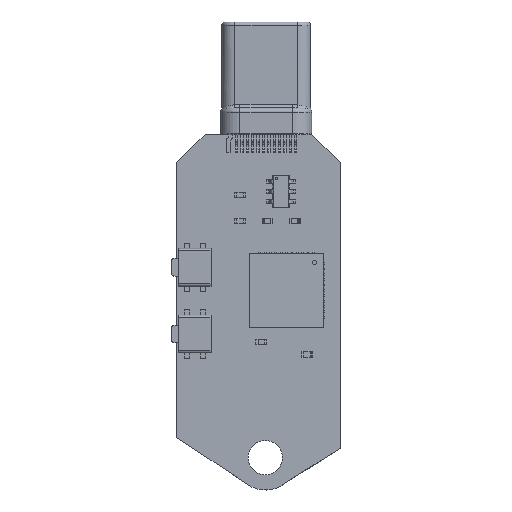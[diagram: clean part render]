
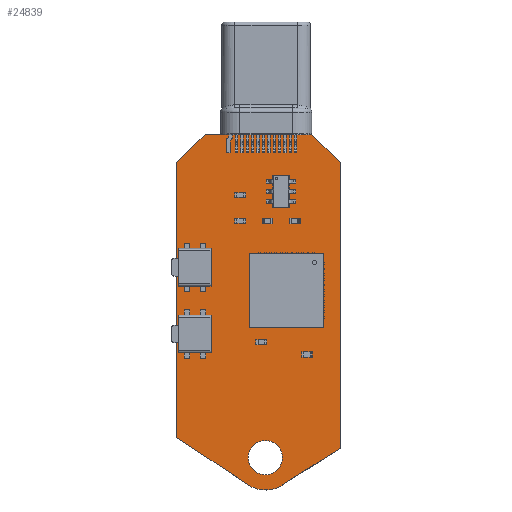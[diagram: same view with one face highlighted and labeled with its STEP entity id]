
A CAD part, top view. The second image highlights one B-rep face of the part: STEP entity #24839.
In plain terms, the highlighted planar face has unit normal (0, 0, 1).
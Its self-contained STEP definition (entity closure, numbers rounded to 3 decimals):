
#41=B_SPLINE_CURVE_WITH_KNOTS('',3,(#41188,#41189,#41190,#41191),
 .UNSPECIFIED.,.F.,.F.,(4,4),(0.,1.),.UNSPECIFIED.);
#42=B_SPLINE_CURVE_WITH_KNOTS('',3,(#41193,#41194,#41195,#41196),
 .UNSPECIFIED.,.F.,.F.,(4,4),(0.,0.034),.UNSPECIFIED.);
#270=FACE_BOUND('',#4354,.T.);
#271=FACE_BOUND('',#4355,.T.);
#272=FACE_BOUND('',#4356,.T.);
#273=FACE_BOUND('',#4357,.T.);
#274=FACE_BOUND('',#4358,.T.);
#1498=CIRCLE('',#26943,1.6);
#1499=CIRCLE('',#26944,0.3);
#1500=CIRCLE('',#26945,0.3);
#1501=CIRCLE('',#26946,0.3);
#1502=CIRCLE('',#26947,0.3);
#3046=FACE_OUTER_BOUND('',#4353,.T.);
#4353=EDGE_LOOP('',(#22230,#22231,#22232,#22233,#22234,#22235,#22236,#22237,
#22238));
#4354=EDGE_LOOP('',(#22239));
#4355=EDGE_LOOP('',(#22240));
#4356=EDGE_LOOP('',(#22241));
#4357=EDGE_LOOP('',(#22242));
#4358=EDGE_LOOP('',(#22243));
#7046=LINE('',#41145,#9839);
#7049=LINE('',#41151,#9842);
#7052=LINE('',#41157,#9845);
#7057=LINE('',#41198,#9850);
#7058=LINE('',#41200,#9851);
#7059=LINE('',#41202,#9852);
#7060=LINE('',#41203,#9853);
#9839=VECTOR('',#33350,10.);
#9842=VECTOR('',#33355,10.);
#9845=VECTOR('',#33360,10.);
#9850=VECTOR('',#33379,10.);
#9851=VECTOR('',#33380,10.);
#9852=VECTOR('',#33381,10.);
#9853=VECTOR('',#33382,10.);
#12162=VERTEX_POINT('',#41139);
#12164=VERTEX_POINT('',#41143);
#12166=VERTEX_POINT('',#41148);
#12168=VERTEX_POINT('',#41155);
#12179=VERTEX_POINT('',#41187);
#12180=VERTEX_POINT('',#41192);
#12181=VERTEX_POINT('',#41197);
#12182=VERTEX_POINT('',#41199);
#12183=VERTEX_POINT('',#41201);
#12184=VERTEX_POINT('',#41204);
#12185=VERTEX_POINT('',#41206);
#12186=VERTEX_POINT('',#41208);
#12187=VERTEX_POINT('',#41210);
#12188=VERTEX_POINT('',#41212);
#15536=EDGE_CURVE('',#12162,#12164,#7046,.T.);
#15539=EDGE_CURVE('',#12166,#12162,#7049,.T.);
#15542=EDGE_CURVE('',#12164,#12168,#7052,.T.);
#15554=EDGE_CURVE('',#12168,#12179,#41,.T.);
#15555=EDGE_CURVE('',#12179,#12180,#42,.T.);
#15556=EDGE_CURVE('',#12180,#12181,#7057,.T.);
#15557=EDGE_CURVE('',#12181,#12182,#7058,.T.);
#15558=EDGE_CURVE('',#12182,#12183,#7059,.T.);
#15559=EDGE_CURVE('',#12183,#12166,#7060,.T.);
#15560=EDGE_CURVE('',#12184,#12184,#1498,.T.);
#15561=EDGE_CURVE('',#12185,#12185,#1499,.T.);
#15562=EDGE_CURVE('',#12186,#12186,#1500,.T.);
#15563=EDGE_CURVE('',#12187,#12187,#1501,.T.);
#15564=EDGE_CURVE('',#12188,#12188,#1502,.T.);
#22230=ORIENTED_EDGE('',*,*,#15536,.T.);
#22231=ORIENTED_EDGE('',*,*,#15542,.T.);
#22232=ORIENTED_EDGE('',*,*,#15554,.T.);
#22233=ORIENTED_EDGE('',*,*,#15555,.T.);
#22234=ORIENTED_EDGE('',*,*,#15556,.T.);
#22235=ORIENTED_EDGE('',*,*,#15557,.T.);
#22236=ORIENTED_EDGE('',*,*,#15558,.T.);
#22237=ORIENTED_EDGE('',*,*,#15559,.T.);
#22238=ORIENTED_EDGE('',*,*,#15539,.T.);
#22239=ORIENTED_EDGE('',*,*,#15560,.F.);
#22240=ORIENTED_EDGE('',*,*,#15561,.F.);
#22241=ORIENTED_EDGE('',*,*,#15562,.F.);
#22242=ORIENTED_EDGE('',*,*,#15563,.F.);
#22243=ORIENTED_EDGE('',*,*,#15564,.F.);
#23576=PLANE('',#26942);
#24839=ADVANCED_FACE('',(#3046,#270,#271,#272,#273,#274),#23576,.T.);
#26942=AXIS2_PLACEMENT_3D('',#41186,#33377,#33378);
#26943=AXIS2_PLACEMENT_3D('',#41205,#33383,#33384);
#26944=AXIS2_PLACEMENT_3D('',#41207,#33385,#33386);
#26945=AXIS2_PLACEMENT_3D('',#41209,#33387,#33388);
#26946=AXIS2_PLACEMENT_3D('',#41211,#33389,#33390);
#26947=AXIS2_PLACEMENT_3D('',#41213,#33391,#33392);
#33350=DIRECTION('',(0.,-1.,0.));
#33355=DIRECTION('',(-0.707,-0.707,0.));
#33360=DIRECTION('',(0.833,-0.554,0.));
#33377=DIRECTION('center_axis',(0.,0.,1.));
#33378=DIRECTION('ref_axis',(1.,0.,0.));
#33379=DIRECTION('',(0.843,0.539,0.));
#33380=DIRECTION('',(0.,1.,0.));
#33381=DIRECTION('',(-0.707,0.707,0.));
#33382=DIRECTION('',(-1.,0.001,0.));
#33383=DIRECTION('center_axis',(0.,0.,1.));
#33384=DIRECTION('ref_axis',(1.,0.,0.));
#33385=DIRECTION('center_axis',(0.,0.,1.));
#33386=DIRECTION('ref_axis',(1.,0.,0.));
#33387=DIRECTION('center_axis',(0.,0.,1.));
#33388=DIRECTION('ref_axis',(1.,0.,0.));
#33389=DIRECTION('center_axis',(0.,0.,1.));
#33390=DIRECTION('ref_axis',(1.,0.,0.));
#33391=DIRECTION('center_axis',(0.,0.,1.));
#33392=DIRECTION('ref_axis',(1.,0.,0.));
#41139=CARTESIAN_POINT('',(171.283,-81.001,0.8));
#41143=CARTESIAN_POINT('',(171.283,-106.618,0.8));
#41145=CARTESIAN_POINT('',(171.283,-81.001,0.8));
#41148=CARTESIAN_POINT('',(173.919,-78.365,0.8));
#41151=CARTESIAN_POINT('',(173.919,-78.365,0.8));
#41155=CARTESIAN_POINT('',(177.851,-110.989,0.8));
#41157=CARTESIAN_POINT('',(171.283,-106.618,0.8));
#41186=CARTESIAN_POINT('Origin',(178.994,-94.306,0.8));
#41187=CARTESIAN_POINT('',(181.447,-110.833,0.8));
#41188=CARTESIAN_POINT('Ctrl Pts',(177.851,-110.989,0.8));
#41189=CARTESIAN_POINT('Ctrl Pts',(179.007,-111.786,0.8));
#41190=CARTESIAN_POINT('Ctrl Pts',(180.457,-111.632,0.8));
#41191=CARTESIAN_POINT('Ctrl Pts',(181.447,-110.833,0.8));
#41192=CARTESIAN_POINT('',(181.174,-111.032,0.8));
#41193=CARTESIAN_POINT('Ctrl Pts',(181.447,-110.833,0.8));
#41194=CARTESIAN_POINT('Ctrl Pts',(181.36,-110.904,0.8));
#41195=CARTESIAN_POINT('Ctrl Pts',(181.269,-110.971,0.8));
#41196=CARTESIAN_POINT('Ctrl Pts',(181.174,-111.032,0.8));
#41197=CARTESIAN_POINT('',(186.512,-107.62,0.8));
#41198=CARTESIAN_POINT('',(181.174,-111.032,0.8));
#41199=CARTESIAN_POINT('',(186.512,-81.011,0.8));
#41200=CARTESIAN_POINT('',(186.512,-107.62,0.8));
#41201=CARTESIAN_POINT('',(183.874,-78.373,0.8));
#41202=CARTESIAN_POINT('',(186.512,-81.011,0.8));
#41203=CARTESIAN_POINT('',(183.874,-78.373,0.8));
#41204=CARTESIAN_POINT('',(177.927,-108.509,0.8));
#41205=CARTESIAN_POINT('Origin',(179.527,-108.509,0.8));
#41206=CARTESIAN_POINT('',(171.774,-96.977,0.8));
#41207=CARTESIAN_POINT('Origin',(172.074,-96.977,0.8));
#41208=CARTESIAN_POINT('',(173.574,-96.977,0.8));
#41209=CARTESIAN_POINT('Origin',(173.874,-96.977,0.8));
#41210=CARTESIAN_POINT('',(171.774,-90.754,0.8));
#41211=CARTESIAN_POINT('Origin',(172.074,-90.754,0.8));
#41212=CARTESIAN_POINT('',(173.574,-90.754,0.8));
#41213=CARTESIAN_POINT('Origin',(173.874,-90.754,0.8));
